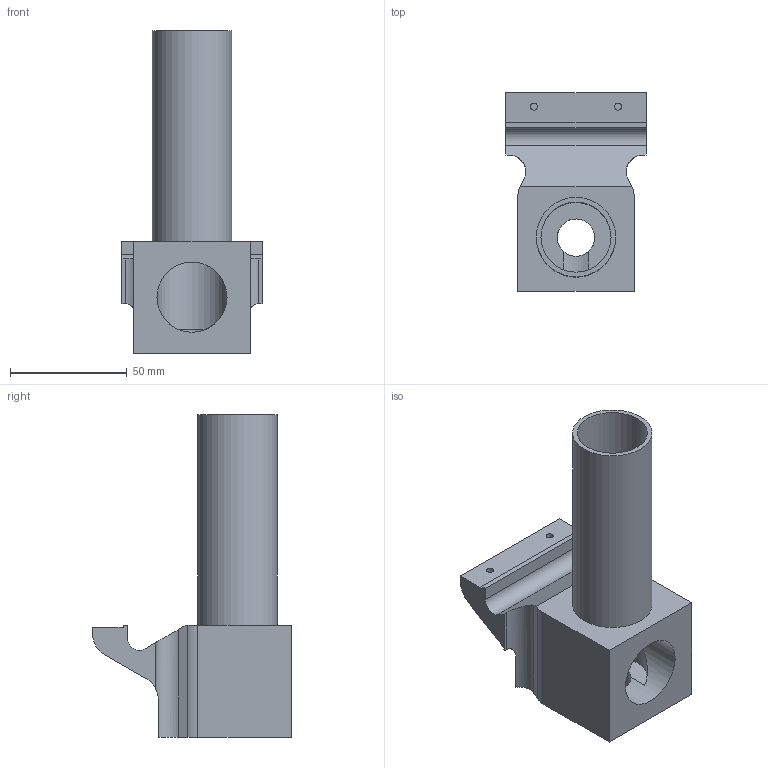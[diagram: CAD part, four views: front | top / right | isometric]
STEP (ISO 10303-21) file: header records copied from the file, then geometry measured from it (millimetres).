
FILE_DESCRIPTION (( 'STEP AP214' ), '1' );
FILE_NAME ('Part6. Sliding jaw.STEP', '2025-04-02T16:42:53', ( '' ), ( '' ), 'SwSTEP 2.0', 'SolidWorks 2025', '' );
FILE_SCHEMA (( 'AUTOMOTIVE_DESIGN' ));
Length unit declared in the file: millimetre
Products named in the file (1): Part6. Sliding jaw
Bounding box: 60 x 85 x 138 mm (x, y, z)
Volume: 135035.6 mm3; surface area: 41917.9 mm2
Topology: 1 solids, 1 shells, 41 faces, 105 edges, 70 vertices
Faces by surface type: plane 25, cylinder 16
Full cylindrical faces by diameter (mm): 3 x2, 5 x2, 16 x1, 30 x2, 34 x1
Entity records: 1244 total; most frequent: CARTESIAN_POINT 271, DIRECTION 194, ORIENTED_EDGE 186, EDGE_CURVE 93, AXIS2_PLACEMENT_3D 68, VERTEX_POINT 67, LINE 58, VECTOR 58
